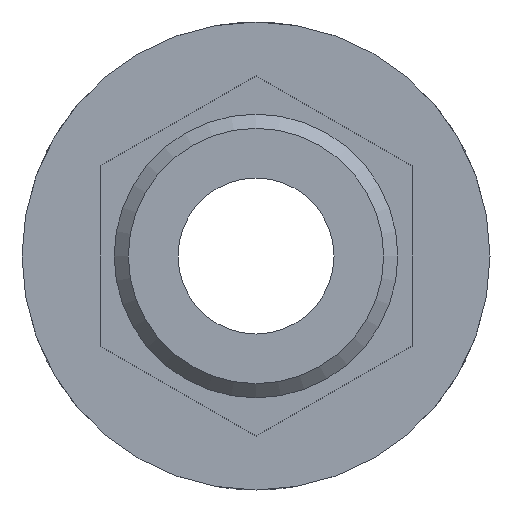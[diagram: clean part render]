
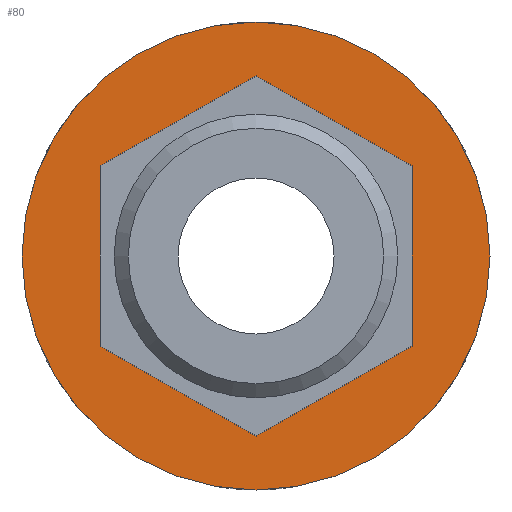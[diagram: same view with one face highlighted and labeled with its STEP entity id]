
A CAD part, front view. The second image highlights one B-rep face of the part: STEP entity #80.
In plain terms, the highlighted planar face has unit normal (0, -1, 0).
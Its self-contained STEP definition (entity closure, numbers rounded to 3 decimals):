
#80 = ADVANCED_FACE( '', ( #125, #126 ), #127, .T. );
#125 = FACE_OUTER_BOUND( '', #218, .T. );
#126 = FACE_BOUND( '', #219, .T. );
#127 = PLANE( '', #220 );
#218 = EDGE_LOOP( '', ( #362 ) );
#219 = EDGE_LOOP( '', ( #363 ) );
#220 = AXIS2_PLACEMENT_3D( '', #364, #365, #366 );
#362 = ORIENTED_EDGE( '', *, *, #582, .T. );
#363 = ORIENTED_EDGE( '', *, *, #589, .F. );
#364 = CARTESIAN_POINT( '', ( 10., -15.5, 0. ) );
#365 = DIRECTION( '', ( 0., -1., 0. ) );
#366 = DIRECTION( '', ( 0., 0., -1. ) );
#582 = EDGE_CURVE( '', #681, #681, #682, .T. );
#589 = EDGE_CURVE( '', #690, #690, #691, .T. );
#681 = VERTEX_POINT( '', #823 );
#682 = CIRCLE( '', #824, 16.5 );
#690 = VERTEX_POINT( '', #837 );
#691 = CIRCLE( '', #838, 10. );
#823 = CARTESIAN_POINT( '', ( 0., -15.5, -16.5 ) );
#824 = AXIS2_PLACEMENT_3D( '', #967, #968, #969 );
#837 = CARTESIAN_POINT( '', ( 0., -15.5, -10. ) );
#838 = AXIS2_PLACEMENT_3D( '', #978, #979, #980 );
#967 = CARTESIAN_POINT( '', ( 0., -15.5, 0. ) );
#968 = DIRECTION( '', ( 0., -1., 0. ) );
#969 = DIRECTION( '', ( 0., 0., -1. ) );
#978 = CARTESIAN_POINT( '', ( 0., -15.5, 0. ) );
#979 = DIRECTION( '', ( 0., -1., 0. ) );
#980 = DIRECTION( '', ( 0., 0., -1. ) );
